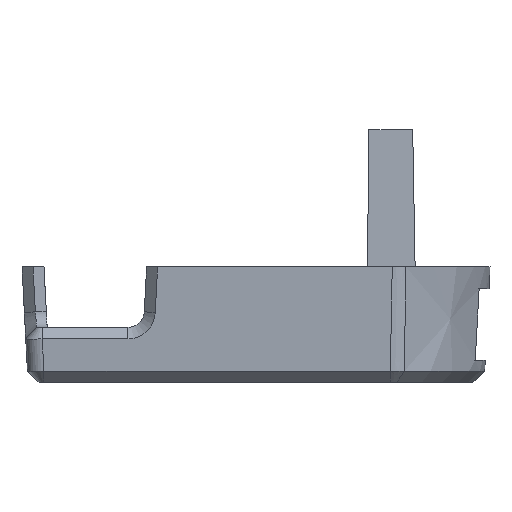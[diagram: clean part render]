
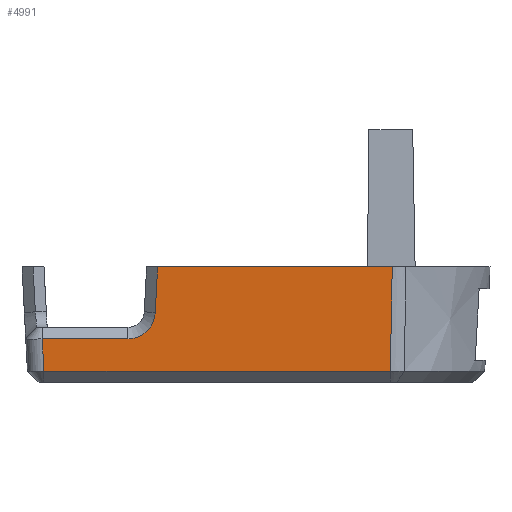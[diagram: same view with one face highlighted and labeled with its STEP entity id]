
A CAD part, left-side view. The second image highlights one B-rep face of the part: STEP entity #4991.
In plain terms, the highlighted planar face has unit normal (-0.999, 0, -0.052).
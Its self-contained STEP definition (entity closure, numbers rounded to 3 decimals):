
#137=CARTESIAN_POINT('',(-12.505,0.862,
-18.698));
#1676=DIRECTION('',(0.,1.,0.));
#1677=VECTOR('',#1676,31.515);
#1678=CARTESIAN_POINT('',(-12.007,1.039,
-28.199));
#1679=LINE('',#1678,#1677);
#1680=DIRECTION('',(0.052,-0.052,-0.997));
#1681=VECTOR('',#1680,2.96);
#1682=CARTESIAN_POINT('',(-12.162,32.709,
-25.247));
#1683=LINE('',#1682,#1681);
#1684=DIRECTION('',(0.,1.,0.));
#1685=VECTOR('',#1684,7.786);
#1686=CARTESIAN_POINT('',(-12.162,24.923,
-25.247));
#1687=LINE('',#1686,#1685);
#1688=CARTESIAN_POINT('',(-12.286,22.43,
-22.881));
#1689=CARTESIAN_POINT('',(-12.277,22.439,
-23.061));
#1690=CARTESIAN_POINT('',(-12.258,22.497,
-23.42));
#1691=CARTESIAN_POINT('',(-12.231,22.699,
-23.928));
#1692=CARTESIAN_POINT('',(-12.207,23.006,
-24.38));
#1693=CARTESIAN_POINT('',(-12.188,23.402,
-24.755));
#1694=CARTESIAN_POINT('',(-12.173,23.87,
-25.036));
#1695=CARTESIAN_POINT('',(-12.164,24.39,
-25.209));
#1696=CARTESIAN_POINT('',(-12.162,24.748,
-25.248));
#1697=CARTESIAN_POINT('',(-12.162,24.923,
-25.247));
#1699=DIRECTION('',(0.052,0.052,-0.997));
#1700=VECTOR('',#1699,4.194);
#1701=CARTESIAN_POINT('',(-12.505,22.21,
-18.698));
#1702=LINE('',#1701,#1700);
#1703=DIRECTION('',(0.,-1.,0.));
#1704=VECTOR('',#1703,21.348);
#1705=CARTESIAN_POINT('',(-12.505,22.21,
-18.698));
#1706=LINE('',#1705,#1704);
#1707=CARTESIAN_POINT('',(-12.007,1.039,
-28.199));
#1708=CARTESIAN_POINT('',(-12.046,1.025,
-27.469));
#1709=CARTESIAN_POINT('',(-12.124,0.997,
-25.981));
#1710=CARTESIAN_POINT('',(-12.244,0.954,
-23.683));
#1711=CARTESIAN_POINT('',(-12.37,0.91,
-21.272));
#1712=CARTESIAN_POINT('',(-12.46,0.878,
-19.571));
#1713=CARTESIAN_POINT('',(-12.505,0.862,
-18.698));
#1715=CARTESIAN_POINT('',(-12.007,32.554,
-28.199));
#1725=CARTESIAN_POINT('',(-12.162,32.709,
-25.247));
#2108=VERTEX_POINT('',#1725);
#2110=CARTESIAN_POINT('',(-12.162,24.923,
-25.247));
#2111=VERTEX_POINT('',#2110);
#2114=VERTEX_POINT('',#1688);
#2117=CARTESIAN_POINT('',(-12.505,22.21,
-18.698));
#2119=VERTEX_POINT('',#2117);
#2131=VERTEX_POINT('',#1715);
#2134=CARTESIAN_POINT('',(-12.007,1.039,
-28.199));
#2135=VERTEX_POINT('',#2134);
#2252=VERTEX_POINT('',#137);
#4973=CARTESIAN_POINT('',(-11.955,35.073,
-29.198));
#4974=DIRECTION('',(-0.999,0.,-0.052));
#4975=DIRECTION('',(0.,1.,0.));
#4976=AXIS2_PLACEMENT_3D('',#4973,#4974,#4975);
#4977=PLANE('',#4976);
#4978=ORIENTED_EDGE('',*,*,#4678,.T.);
#4980=ORIENTED_EDGE('',*,*,#4979,.F.);
#4982=ORIENTED_EDGE('',*,*,#4981,.F.);
#4983=ORIENTED_EDGE('',*,*,#4963,.F.);
#4985=ORIENTED_EDGE('',*,*,#4984,.F.);
#4986=ORIENTED_EDGE('',*,*,#2338,.T.);
#4988=ORIENTED_EDGE('',*,*,#4987,.F.);
#4989=EDGE_LOOP('',(#4978,#4980,#4982,#4983,#4985,#4986,#4988));
#4990=FACE_OUTER_BOUND('',#4989,.F.);
#4991=ADVANCED_FACE('',(#4990),#4977,.T.);
#1698=B_SPLINE_CURVE_WITH_KNOTS('',3,(#1688,#1689,#1690,#1691,#1692,#1693,#1694,
#1695,#1696,#1697),.UNSPECIFIED.,.F.,.F.,(4,1,1,1,1,1,1,4),(0.,
0.143,0.286,0.429,0.571,
0.714,0.857,1.),.UNSPECIFIED.);
#1714=B_SPLINE_CURVE_WITH_KNOTS('',3,(#1707,#1708,#1709,#1710,#1711,#1712,
#1713),.UNSPECIFIED.,.F.,.F.,(4,1,1,1,4),(0.,0.25,0.5,0.75,1.),
.UNSPECIFIED.);
#2338=EDGE_CURVE('',#2119,#2252,#1706,.T.);
#4678=EDGE_CURVE('',#2135,#2131,#1679,.T.);
#4963=EDGE_CURVE('',#2114,#2111,#1698,.T.);
#4979=EDGE_CURVE('',#2108,#2131,#1683,.T.);
#4981=EDGE_CURVE('',#2111,#2108,#1687,.T.);
#4984=EDGE_CURVE('',#2119,#2114,#1702,.T.);
#4987=EDGE_CURVE('',#2135,#2252,#1714,.T.);
